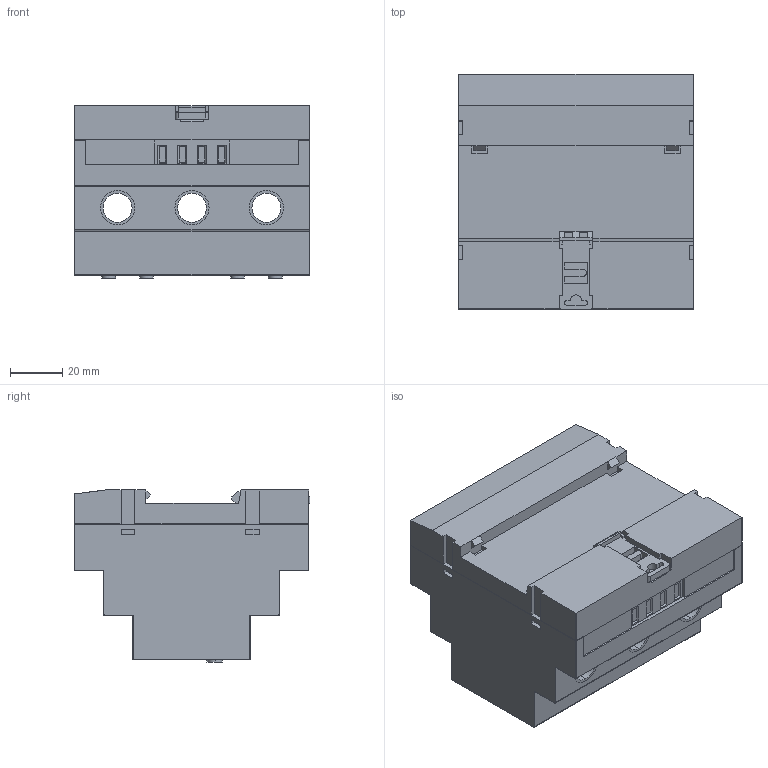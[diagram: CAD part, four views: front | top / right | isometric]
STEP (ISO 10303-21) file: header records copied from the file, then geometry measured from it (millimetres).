
FILE_DESCRIPTION (( 'STEP AP214' ), '1' );
FILE_NAME ('REL-PL-630.锰 毋疣龛麒蝈朦 祛铖蜩 3-羿珥 翁-630.STEP', '2024-08-08T07:39:42', ( '' ), ( '' ), 'SwSTEP 2.0', 'SolidWorks 2021', '' );
FILE_SCHEMA (( 'AUTOMOTIVE_DESIGN' ));
Length unit declared in the file: millimetre
Products named in the file (1): REL-PL-630.锰 毋疣龛麒蝈朦 祛铖蜩 3-羿珥 翁-630
Bounding box: 90 x 90.4 x 65.9 mm (x, y, z)
Volume: 381959.5 mm3; surface area: 64115.1 mm2
Topology: 23 solids, 23 shells, 751 faces, 1895 edges, 1230 vertices
Faces by surface type: plane 562, cylinder 117, torus 52, bspline 12, sphere 8
Entity records: 25504 total; most frequent: CARTESIAN_POINT 4831, ORIENTED_EDGE 3758, DIRECTION 3549, EDGE_CURVE 1879, VECTOR 1381, LINE 1381, VERTEX_POINT 1222, AXIS2_PLACEMENT_3D 1084
